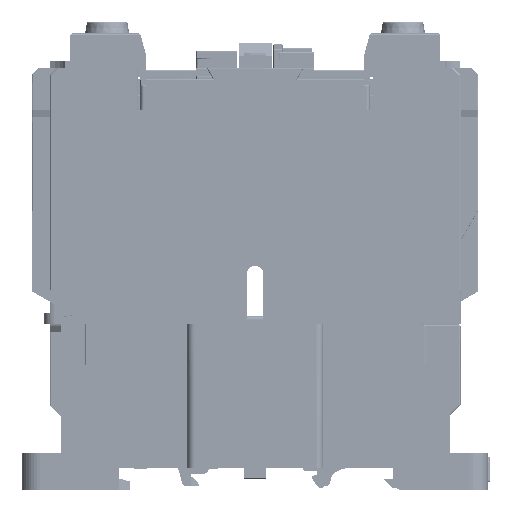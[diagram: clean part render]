
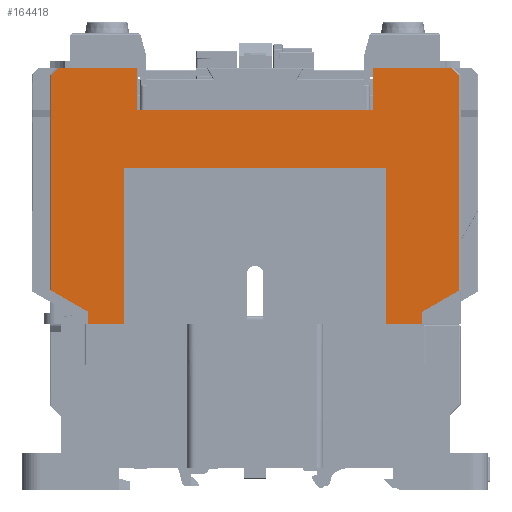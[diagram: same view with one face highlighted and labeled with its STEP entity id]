
A CAD part, left-side view. The second image highlights one B-rep face of the part: STEP entity #164418.
In plain terms, the highlighted planar face has unit normal (-1, 0, 0).
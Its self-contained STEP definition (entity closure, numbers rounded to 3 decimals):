
#6026=DIRECTION('',(0.,0.,-1.));
#6027=VECTOR('',#6026,11.3);
#6028=CARTESIAN_POINT('',(-42.25,-32.2,114.8));
#6029=LINE('',#6028,#6027);
#6064=CARTESIAN_POINT('',(-42.25,-53.493,114.8));
#6066=DIRECTION('',(0.,-1.,0.));
#6067=VECTOR('',#6066,21.293);
#6068=CARTESIAN_POINT('',(-42.25,-32.2,114.8));
#6069=LINE('',#6068,#6067);
#18718=DIRECTION('',(0.,-1.,0.));
#18719=VECTOR('',#18718,21.293);
#18720=CARTESIAN_POINT('',(-42.25,53.493,114.8));
#18721=LINE('',#18720,#18719);
#18722=CARTESIAN_POINT('',(-42.25,53.493,114.8));
#18740=DIRECTION('',(0.,1.,0.));
#18741=VECTOR('',#18740,61.372);
#18742=CARTESIAN_POINT('',(-42.25,-30.686,103.5));
#18743=LINE('',#18742,#18741);
#18744=DIRECTION('',(0.,0.707,0.707));
#18745=VECTOR('',#18744,2.838);
#18746=CARTESIAN_POINT('',(-42.25,-55.5,112.793));
#18747=LINE('',#18746,#18745);
#18748=DIRECTION('',(0.,0.,1.));
#18749=VECTOR('',#18748,58.577);
#18750=CARTESIAN_POINT('',(-42.25,-55.5,54.216));
#18751=LINE('',#18750,#18749);
#18752=DIRECTION('',(0.,0.866,-0.5));
#18753=VECTOR('',#18752,11.432);
#18754=CARTESIAN_POINT('',(-42.25,-55.5,54.216));
#18755=LINE('',#18754,#18753);
#18756=DIRECTION('',(0.,0.,1.));
#18757=VECTOR('',#18756,3.5);
#18758=CARTESIAN_POINT('',(-42.25,-45.6,45.));
#18759=LINE('',#18758,#18757);
#18760=DIRECTION('',(0.,0.,1.));
#18761=VECTOR('',#18760,42.5);
#18762=CARTESIAN_POINT('',(-42.25,-35.75,45.));
#18763=LINE('',#18762,#18761);
#18764=DIRECTION('',(0.,1.,0.));
#18765=VECTOR('',#18764,71.5);
#18766=CARTESIAN_POINT('',(-42.25,-35.75,87.5));
#18767=LINE('',#18766,#18765);
#18768=DIRECTION('',(0.,0.,1.));
#18769=VECTOR('',#18768,42.5);
#18770=CARTESIAN_POINT('',(-42.25,35.75,45.));
#18771=LINE('',#18770,#18769);
#18772=DIRECTION('',(0.,0.,1.));
#18773=VECTOR('',#18772,3.5);
#18774=CARTESIAN_POINT('',(-42.25,45.6,45.));
#18775=LINE('',#18774,#18773);
#18776=DIRECTION('',(0.,0.866,0.5));
#18777=VECTOR('',#18776,11.432);
#18778=CARTESIAN_POINT('',(-42.25,45.6,48.5));
#18779=LINE('',#18778,#18777);
#18780=DIRECTION('',(0.,0.,1.));
#18781=VECTOR('',#18780,58.577);
#18782=CARTESIAN_POINT('',(-42.25,55.5,54.216));
#18783=LINE('',#18782,#18781);
#18784=DIRECTION('',(0.,-0.707,0.707));
#18785=VECTOR('',#18784,2.838);
#18786=CARTESIAN_POINT('',(-42.25,55.5,112.793));
#18787=LINE('',#18786,#18785);
#18810=DIRECTION('',(0.,1.,0.));
#18811=VECTOR('',#18810,1.514);
#18812=CARTESIAN_POINT('',(-42.25,30.686,103.5));
#18813=LINE('',#18812,#18811);
#32707=DIRECTION('',(0.,-1.,0.));
#32708=VECTOR('',#32707,9.85);
#32709=CARTESIAN_POINT('',(-42.25,-35.75,45.));
#32710=LINE('',#32709,#32708);
#33050=DIRECTION('',(0.,1.,0.));
#33051=VECTOR('',#33050,1.514);
#33052=CARTESIAN_POINT('',(-42.25,-32.2,103.5));
#33053=LINE('',#33052,#33051);
#76816=DIRECTION('',(0.,-1.,0.));
#76817=VECTOR('',#76816,9.85);
#76818=CARTESIAN_POINT('',(-42.25,45.6,45.));
#76819=LINE('',#76818,#76817);
#101197=DIRECTION('',(0.,0.,1.));
#101198=VECTOR('',#101197,11.3);
#101199=CARTESIAN_POINT('',(-42.25,32.2,103.5));
#101200=LINE('',#101199,#101198);
#115464=CARTESIAN_POINT('',(-42.25,45.6,45.));
#115465=CARTESIAN_POINT('',(-42.25,45.6,48.5));
#115466=VERTEX_POINT('',#115464);
#115467=VERTEX_POINT('',#115465);
#115468=CARTESIAN_POINT('',(-42.25,-45.6,45.));
#115469=CARTESIAN_POINT('',(-42.25,-45.6,48.5));
#115470=VERTEX_POINT('',#115468);
#115471=VERTEX_POINT('',#115469);
#115648=CARTESIAN_POINT('',(-42.25,-35.75,45.));
#115649=CARTESIAN_POINT('',(-42.25,-35.75,87.5));
#115650=VERTEX_POINT('',#115648);
#115651=VERTEX_POINT('',#115649);
#115652=CARTESIAN_POINT('',(-42.25,35.75,87.5));
#115653=VERTEX_POINT('',#115652);
#115654=CARTESIAN_POINT('',(-42.25,35.75,45.));
#115655=VERTEX_POINT('',#115654);
#116962=CARTESIAN_POINT('',(-42.25,55.5,54.216));
#116963=CARTESIAN_POINT('',(-42.25,55.5,112.793));
#116964=VERTEX_POINT('',#116962);
#116965=VERTEX_POINT('',#116963);
#116970=CARTESIAN_POINT('',(-42.25,-55.5,54.216));
#116971=CARTESIAN_POINT('',(-42.25,-55.5,112.793));
#116972=VERTEX_POINT('',#116970);
#116973=VERTEX_POINT('',#116971);
#118531=VERTEX_POINT('',#18722);
#118534=VERTEX_POINT('',#6064);
#120037=CARTESIAN_POINT('',(-42.25,32.2,103.5));
#120038=CARTESIAN_POINT('',(-42.25,32.2,114.8));
#120039=VERTEX_POINT('',#120037);
#120040=VERTEX_POINT('',#120038);
#120102=CARTESIAN_POINT('',(-42.25,-32.2,114.8));
#120103=CARTESIAN_POINT('',(-42.25,-32.2,103.5));
#120104=VERTEX_POINT('',#120102);
#120105=VERTEX_POINT('',#120103);
#129677=CARTESIAN_POINT('',(-42.25,-30.686,103.5));
#129678=CARTESIAN_POINT('',(-42.25,30.686,103.5));
#129679=VERTEX_POINT('',#129677);
#129680=VERTEX_POINT('',#129678);
#164374=CARTESIAN_POINT('',(-42.25,60.75,45.));
#164375=DIRECTION('',(-1.,0.,0.));
#164376=DIRECTION('',(0.,-1.,0.));
#164377=AXIS2_PLACEMENT_3D('',#164374,#164375,#164376);
#164378=PLANE('',#164377);
#164380=ORIENTED_EDGE('',*,*,#164379,.F.);
#164382=ORIENTED_EDGE('',*,*,#164381,.F.);
#164383=ORIENTED_EDGE('',*,*,#141893,.F.);
#164384=ORIENTED_EDGE('',*,*,#141940,.T.);
#164386=ORIENTED_EDGE('',*,*,#164385,.F.);
#164388=ORIENTED_EDGE('',*,*,#164387,.F.);
#164390=ORIENTED_EDGE('',*,*,#164389,.T.);
#164392=ORIENTED_EDGE('',*,*,#164391,.F.);
#164394=ORIENTED_EDGE('',*,*,#164393,.F.);
#164396=ORIENTED_EDGE('',*,*,#164395,.T.);
#164398=ORIENTED_EDGE('',*,*,#164397,.T.);
#164400=ORIENTED_EDGE('',*,*,#164399,.F.);
#164402=ORIENTED_EDGE('',*,*,#164401,.F.);
#164404=ORIENTED_EDGE('',*,*,#164403,.T.);
#164406=ORIENTED_EDGE('',*,*,#164405,.T.);
#164408=ORIENTED_EDGE('',*,*,#164407,.T.);
#164410=ORIENTED_EDGE('',*,*,#164409,.T.);
#164411=ORIENTED_EDGE('',*,*,#164358,.T.);
#164413=ORIENTED_EDGE('',*,*,#164412,.F.);
#164415=ORIENTED_EDGE('',*,*,#164414,.F.);
#164416=EDGE_LOOP('',(#164380,#164382,#164383,#164384,#164386,#164388,#164390,
#164392,#164394,#164396,#164398,#164400,#164402,#164404,#164406,#164408,#164410,
#164411,#164413,#164415));
#164417=FACE_OUTER_BOUND('',#164416,.F.);
#164418=ADVANCED_FACE('',(#164417),#164378,.T.);
#141893=EDGE_CURVE('',#120104,#120105,#6029,.T.);
#141940=EDGE_CURVE('',#120104,#118534,#6069,.T.);
#164358=EDGE_CURVE('',#118531,#120040,#18721,.T.);
#164379=EDGE_CURVE('',#129679,#129680,#18743,.T.);
#164381=EDGE_CURVE('',#120105,#129679,#33053,.T.);
#164385=EDGE_CURVE('',#116973,#118534,#18747,.T.);
#164387=EDGE_CURVE('',#116972,#116973,#18751,.T.);
#164389=EDGE_CURVE('',#116972,#115471,#18755,.T.);
#164391=EDGE_CURVE('',#115470,#115471,#18759,.T.);
#164393=EDGE_CURVE('',#115650,#115470,#32710,.T.);
#164395=EDGE_CURVE('',#115650,#115651,#18763,.T.);
#164397=EDGE_CURVE('',#115651,#115653,#18767,.T.);
#164399=EDGE_CURVE('',#115655,#115653,#18771,.T.);
#164401=EDGE_CURVE('',#115466,#115655,#76819,.T.);
#164403=EDGE_CURVE('',#115466,#115467,#18775,.T.);
#164405=EDGE_CURVE('',#115467,#116964,#18779,.T.);
#164407=EDGE_CURVE('',#116964,#116965,#18783,.T.);
#164409=EDGE_CURVE('',#116965,#118531,#18787,.T.);
#164412=EDGE_CURVE('',#120039,#120040,#101200,.T.);
#164414=EDGE_CURVE('',#129680,#120039,#18813,.T.);
